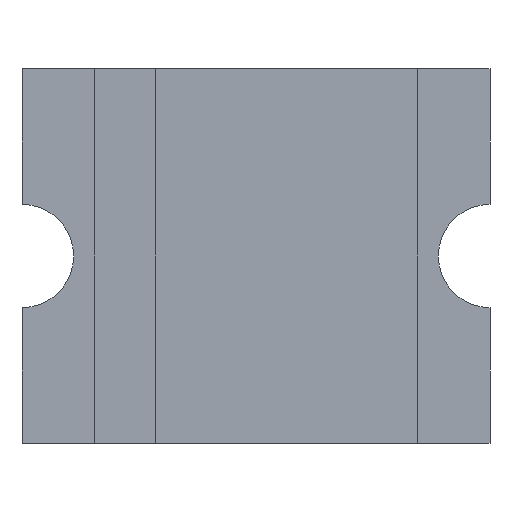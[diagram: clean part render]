
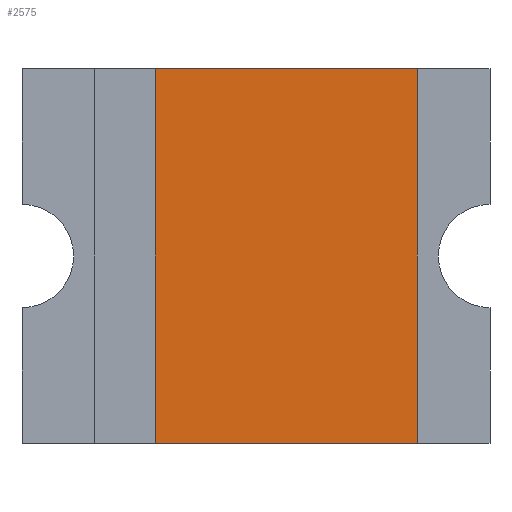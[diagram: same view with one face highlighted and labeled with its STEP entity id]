
A CAD part, front view. The second image highlights one B-rep face of the part: STEP entity #2575.
In plain terms, the highlighted planar face has unit normal (0, -1, 0).
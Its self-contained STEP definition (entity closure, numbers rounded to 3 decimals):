
#2 = CARTESIAN_POINT ( 'NONE',  ( 1.558, 0.05, -0.401 ) ) ;
#19 = DIRECTION ( 'NONE',  ( 0., 0., -1. ) ) ;
#224 = AXIS2_PLACEMENT_3D ( 'NONE', #2096, #238, #1057 ) ;
#237 = AXIS2_PLACEMENT_3D ( 'NONE', #2284, #795, #19 ) ;
#238 = DIRECTION ( 'NONE',  ( 0., -1., 0. ) ) ;
#257 = VERTEX_POINT ( 'NONE', #2238 ) ;
#382 = CARTESIAN_POINT ( 'NONE',  ( 1.557, 0.05, 0.401 ) ) ;
#419 = VECTOR ( 'NONE', #1490, 1000. ) ;
#431 = ORIENTED_EDGE ( 'NONE', *, *, #1397, .T. ) ;
#504 = CARTESIAN_POINT ( 'NONE',  ( 1.557, 0.05, 0.401 ) ) ;
#528 = EDGE_CURVE ( 'NONE', #257, #1285, #1964, .T. ) ;
#539 = EDGE_CURVE ( 'NONE', #1129, #2428, #1596, .T. ) ;
#625 = FACE_OUTER_BOUND ( 'NONE', #630, .T. ) ;
#630 = EDGE_LOOP ( 'NONE', ( #1746, #2098, #1960, #773, #431, #2400 ) ) ;
#681 = CARTESIAN_POINT ( 'NONE',  ( 1.558, 0.05, 1.287 ) ) ;
#773 = ORIENTED_EDGE ( 'NONE', *, *, #1934, .T. ) ;
#795 = DIRECTION ( 'NONE',  ( 0., 1., 0. ) ) ;
#859 = LINE ( 'NONE', #1694, #419 ) ;
#972 = EDGE_CURVE ( 'NONE', #1285, #1129, #2357, .T. ) ;
#1057 = DIRECTION ( 'NONE',  ( 0., 0., -1. ) ) ;
#1129 = VERTEX_POINT ( 'NONE', #382 ) ;
#1171 = VERTEX_POINT ( 'NONE', #1604 ) ;
#1200 = LINE ( 'NONE', #1874, #2531 ) ;
#1270 = VECTOR ( 'NONE', #1346, 1000. ) ;
#1281 = DIRECTION ( 'NONE',  ( -1., 0., 0. ) ) ;
#1285 = VERTEX_POINT ( 'NONE', #2 ) ;
#1346 = DIRECTION ( 'NONE',  ( 0., 0., 1. ) ) ;
#1397 = EDGE_CURVE ( 'NONE', #2193, #1171, #1200, .T. ) ;
#1490 = DIRECTION ( 'NONE',  ( 1., 0., 0. ) ) ;
#1546 = EDGE_CURVE ( 'NONE', #1171, #257, #859, .T. ) ;
#1566 = DIRECTION ( 'NONE',  ( 0., 0., 1. ) ) ;
#1596 = LINE ( 'NONE', #504, #1270 ) ;
#1604 = CARTESIAN_POINT ( 'NONE',  ( -0.692, 0.05, -1.288 ) ) ;
#1694 = CARTESIAN_POINT ( 'NONE',  ( 1.558, 0.05, -1.288 ) ) ;
#1746 = ORIENTED_EDGE ( 'NONE', *, *, #528, .T. ) ;
#1789 = CARTESIAN_POINT ( 'NONE',  ( 1.558, 0.05, -1.288 ) ) ;
#1856 = PLANE ( 'NONE',  #224 ) ;
#1874 = CARTESIAN_POINT ( 'NONE',  ( -0.692, 0.05, 1.287 ) ) ;
#1934 = EDGE_CURVE ( 'NONE', #2428, #2193, #2663, .T. ) ;
#1953 = VECTOR ( 'NONE', #1566, 1000. ) ;
#1960 = ORIENTED_EDGE ( 'NONE', *, *, #539, .T. ) ;
#1964 = LINE ( 'NONE', #1789, #1953 ) ;
#1970 = VECTOR ( 'NONE', #1281, 1000. ) ;
#2096 = CARTESIAN_POINT ( 'NONE',  ( 1.607, 0.05, 0. ) ) ;
#2098 = ORIENTED_EDGE ( 'NONE', *, *, #972, .T. ) ;
#2193 = VERTEX_POINT ( 'NONE', #2293 ) ;
#2238 = CARTESIAN_POINT ( 'NONE',  ( 1.558, 0.05, -1.288 ) ) ;
#2284 = CARTESIAN_POINT ( 'NONE',  ( 1.607, 0.05, 0. ) ) ;
#2293 = CARTESIAN_POINT ( 'NONE',  ( -0.692, 0.05, 1.287 ) ) ;
#2357 = CIRCLE ( 'NONE', #237, 0.404 ) ;
#2400 = ORIENTED_EDGE ( 'NONE', *, *, #1546, .T. ) ;
#2428 = VERTEX_POINT ( 'NONE', #681 ) ;
#2463 = CARTESIAN_POINT ( 'NONE',  ( 1.558, 0.05, 1.287 ) ) ;
#2471 = DIRECTION ( 'NONE',  ( 0., 0., -1. ) ) ;
#2531 = VECTOR ( 'NONE', #2471, 1000. ) ;
#2575 = ADVANCED_FACE ( 'NONE', ( #625 ), #1856, .T. ) ;
#2663 = LINE ( 'NONE', #2463, #1970 ) ;
